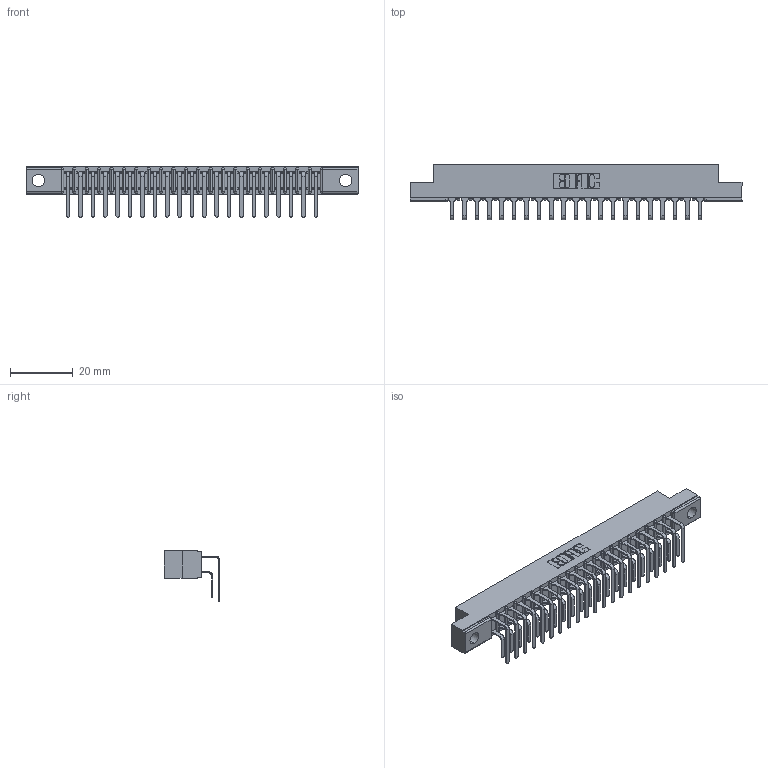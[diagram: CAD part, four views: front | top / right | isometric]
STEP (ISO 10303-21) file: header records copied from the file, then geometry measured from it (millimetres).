
FILE_DESCRIPTION (( 'STEP AP203' ), '1' );
FILE_NAME ('307-042-459-202.STEP', '2020-09-29T23:54:18', ( '' ), ( '' ), 'SwSTEP 2.0', 'SolidWorks 2020', '' );
FILE_SCHEMA (( 'CONFIG_CONTROL_DESIGN' ));
Length unit declared in the file: inch
Products named in the file (4): 307-290-001_559 - 2 (Single); 307 Part_.128 Dia Mounting Holes; 307-042-459-202; 307-290-001_558 559 - 1 (Single)
Assembly tree (43 placements, depth 2):
  307-042-459-202
    307 Part_.128 Dia Mounting Holes
    307-290-001_558 559 - 1 (Single)  x21
    307-290-001_559 - 2 (Single)  x21
Bounding box: 106.22 x 17.69 x 16.08 mm (x, y, z)
Volume: 7046.6 mm3; surface area: 13288.8 mm2
Topology: 43 solids, 43 shells, 2240 faces, 6287 edges, 4074 vertices
Faces by surface type: plane 1456, cylinder 740, sphere 44
Entity records: 22713 total; most frequent: CARTESIAN_POINT 3723, ORIENTED_EDGE 3686, DIRECTION 3655, EDGE_CURVE 1843, LINE 1403, VECTOR 1403, VERTEX_POINT 1194, AXIS2_PLACEMENT_3D 1126
